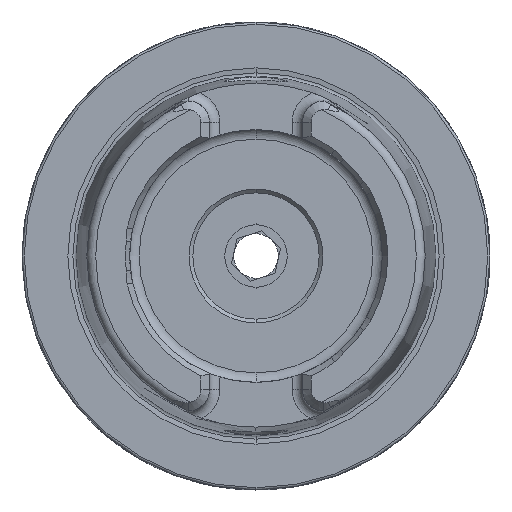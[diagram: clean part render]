
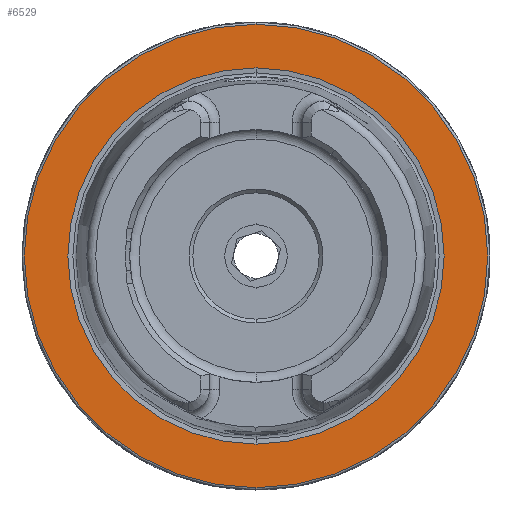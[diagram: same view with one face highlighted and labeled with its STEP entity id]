
A CAD part, left-side view. The second image highlights one B-rep face of the part: STEP entity #6529.
In plain terms, the highlighted planar face has unit normal (-1, 0, 0).
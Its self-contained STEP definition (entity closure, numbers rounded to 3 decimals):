
#53 = CIRCLE ( 'NONE', #9964, 25.324 ) ;
#60 = CIRCLE ( 'NONE', #9967, 31.2 ) ;
#713 = CIRCLE ( 'NONE', #10157, 25.324 ) ;
#714 = CIRCLE ( 'NONE', #10156, 31.2 ) ;
#2689 = ORIENTED_EDGE ( 'NONE', *, *, #9605, .T. ) ;
#2693 = ORIENTED_EDGE ( 'NONE', *, *, #6614, .T. ) ;
#2813 = ORIENTED_EDGE ( 'NONE', *, *, #6610, .F. ) ;
#2942 = ORIENTED_EDGE ( 'NONE', *, *, #9606, .F. ) ;
#3244 = CARTESIAN_POINT ( 'NONE',  ( 0., 0., 0. ) ) ;
#3245 = DIRECTION ( 'NONE',  ( -1., 0., 0. ) ) ;
#3246 = DIRECTION ( 'NONE',  ( 0., 0., 1. ) ) ;
#3248 = CARTESIAN_POINT ( 'NONE',  ( 0., 0., 0. ) ) ;
#3565 = DIRECTION ( 'NONE',  ( -1., 0., 0. ) ) ;
#3566 = DIRECTION ( 'NONE',  ( 0., 0., 1. ) ) ;
#4500 = VERTEX_POINT ( 'NONE', #5472 ) ;
#4550 = VERTEX_POINT ( 'NONE', #5522 ) ;
#4554 = VERTEX_POINT ( 'NONE', #5526 ) ;
#4598 = VERTEX_POINT ( 'NONE', #5570 ) ;
#4724 = EDGE_LOOP ( 'NONE', ( #2942, #2813 ) ) ;
#4725 = EDGE_LOOP ( 'NONE', ( #2693, #2689 ) ) ;
#5472 = CARTESIAN_POINT ( 'NONE',  ( 0., 0., 25.324 ) ) ;
#5522 = CARTESIAN_POINT ( 'NONE',  ( 0., 0., 31.2 ) ) ;
#5526 = CARTESIAN_POINT ( 'NONE',  ( 0., 0., -31.2 ) ) ;
#5570 = CARTESIAN_POINT ( 'NONE',  ( 0., 0., -25.324 ) ) ;
#6529 = ADVANCED_FACE ( 'NONE', ( #7744, #7751 ), #9329, .F. ) ;
#6610 = EDGE_CURVE ( 'NONE', #4598, #4500, #53, .T. ) ;
#6614 = EDGE_CURVE ( 'NONE', #4550, #4554, #60, .T. ) ;
#7744 = FACE_BOUND ( 'NONE', #4724, .T. ) ;
#7751 = FACE_OUTER_BOUND ( 'NONE', #4725, .T. ) ;
#9326 = CARTESIAN_POINT ( 'NONE',  ( 0., 31.2, 0. ) ) ;
#9329 = PLANE ( 'NONE',  #9919 ) ;
#9331 = DIRECTION ( 'NONE',  ( 1., 0., 0. ) ) ;
#9332 = DIRECTION ( 'NONE',  ( 0., 0., -1. ) ) ;
#9605 = EDGE_CURVE ( 'NONE', #4554, #4550, #714, .T. ) ;
#9606 = EDGE_CURVE ( 'NONE', #4500, #4598, #713, .T. ) ;
#9919 = AXIS2_PLACEMENT_3D ( 'NONE', #9326, #9331, #9332 ) ;
#9964 = AXIS2_PLACEMENT_3D ( 'NONE', #10275, #10276, #10277 ) ;
#9967 = AXIS2_PLACEMENT_3D ( 'NONE', #10284, #10285, #10286 ) ;
#10156 = AXIS2_PLACEMENT_3D ( 'NONE', #3244, #3245, #3246 ) ;
#10157 = AXIS2_PLACEMENT_3D ( 'NONE', #3248, #3565, #3566 ) ;
#10275 = CARTESIAN_POINT ( 'NONE',  ( 0., 0., 0. ) ) ;
#10276 = DIRECTION ( 'NONE',  ( -1., 0., 0. ) ) ;
#10277 = DIRECTION ( 'NONE',  ( 0., 0., 1. ) ) ;
#10284 = CARTESIAN_POINT ( 'NONE',  ( 0., 0., 0. ) ) ;
#10285 = DIRECTION ( 'NONE',  ( -1., 0., 0. ) ) ;
#10286 = DIRECTION ( 'NONE',  ( 0., 0., 1. ) ) ;
